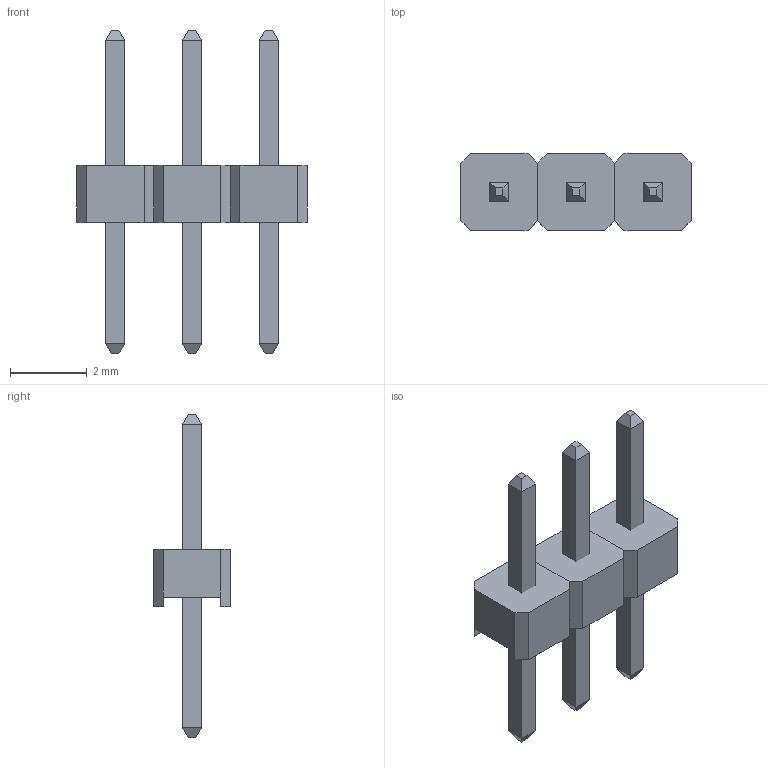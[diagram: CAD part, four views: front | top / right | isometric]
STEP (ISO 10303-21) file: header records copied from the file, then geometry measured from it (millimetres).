
FILE_DESCRIPTION(/* description */ (''),/* implementation_level */ '2;1');
FILE_NAME(/* name */ 'HARWIN_M22-2010305.stp',/* time_stamp */ '2015-04-14T12:38:59+02:00',/* author */ ('admchouv'),/* organization */ (''),/* preprocessor_version */ 'ST-DEVELOPER v15.5',/* originating_system */ 'AutoCAD Mechanical',/* authorisation */ '');
FILE_SCHEMA (('AUTOMOTIVE_DESIGN { 1 0 10303 214 3 1 1 }'));
Length unit declared in the file: millimetre
Products named in the file (1): Product
Bounding box: 6 x 2 x 8.4 mm (x, y, z)
Volume: 20.6 mm3; surface area: 112.7 mm2
Topology: 6 solids, 6 shells, 96 faces, 216 edges, 132 vertices
Faces by surface type: plane 96
Entity records: 2626 total; most frequent: CARTESIAN_POINT 445, ORIENTED_EDGE 432, DIRECTION 410, LINE 216, VECTOR 216, EDGE_CURVE 216, VERTEX_POINT 132, EDGE_LOOP 102
